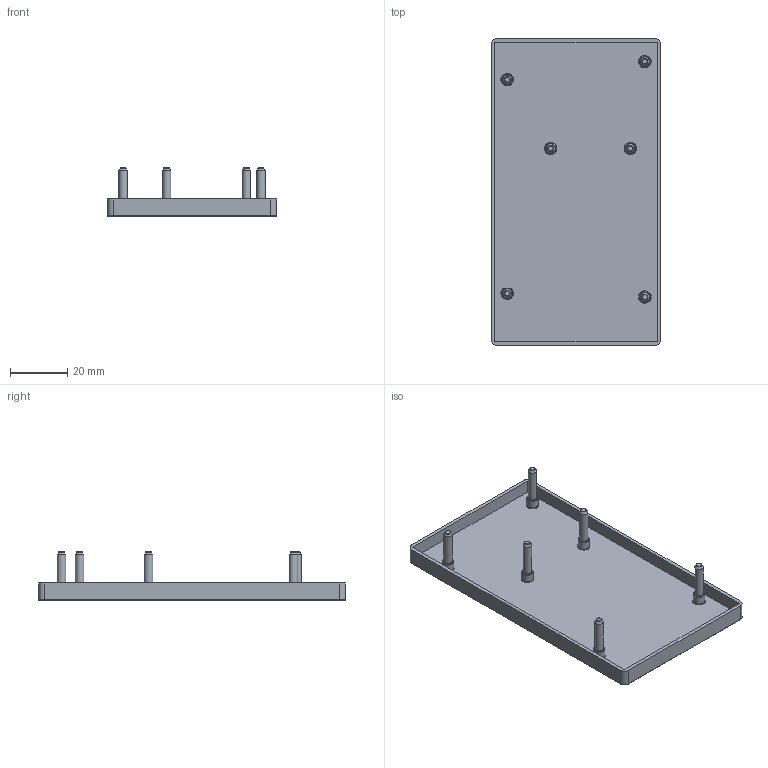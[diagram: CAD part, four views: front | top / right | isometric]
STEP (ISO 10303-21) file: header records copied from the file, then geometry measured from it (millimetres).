
FILE_DESCRIPTION(/* description */ (''),/* implementation_level */ '2;1');
FILE_NAME(/* name */ 'arduino mega case_bottom.step',/* time_stamp */ '2021-12-09T19:22:26+06:00',/* author */ (''),/* organization */ (''),/* preprocessor_version */ 'ST-DEVELOPER v18.1',/* originating_system */ 'Autodesk Translation Framework v10.10.0.1391',/* authorisation */ '');
FILE_SCHEMA (('AUTOMOTIVE_DESIGN { 1 0 10303 214 3 1 1 }'));
Length unit declared in the file: millimetre
Products named in the file (1): case_bottom 
Bounding box: 59.34 x 107.6 x 16.9 mm (x, y, z)
Volume: 10656.9 mm3; surface area: 17148.5 mm2
Topology: 1 solids, 1 shells, 78 faces, 158 edges, 95 vertices
Faces by surface type: torus 28, plane 24, cylinder 20, cone 6
Full cylindrical faces by diameter (mm): 2.975 x6, 4 x5
Entity records: 2126 total; most frequent: DIRECTION 416, CARTESIAN_POINT 367, ORIENTED_EDGE 316, AXIS2_PLACEMENT_3D 182, EDGE_CURVE 158, CIRCLE 103, VERTEX_POINT 95, EDGE_LOOP 91
